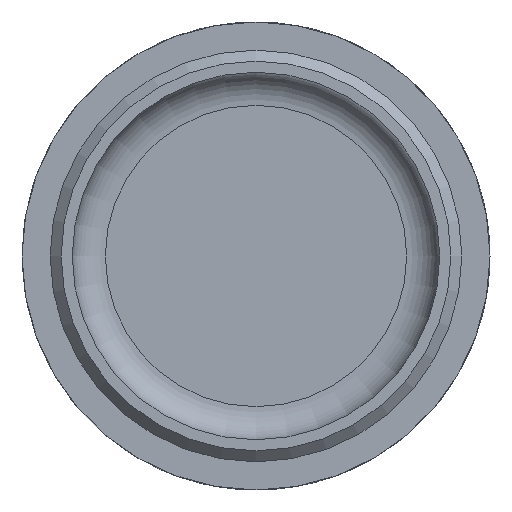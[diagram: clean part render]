
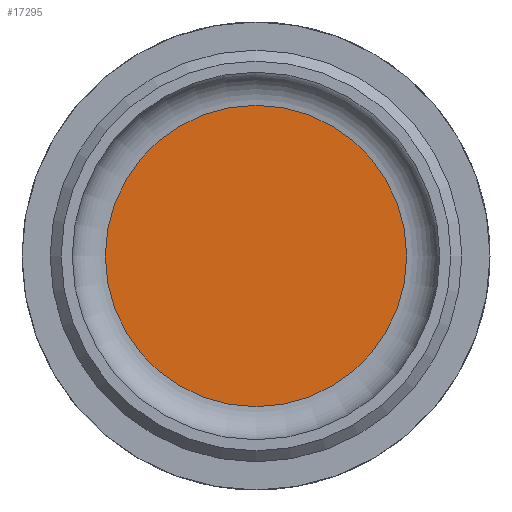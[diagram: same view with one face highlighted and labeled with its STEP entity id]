
A CAD part, front view. The second image highlights one B-rep face of the part: STEP entity #17295.
In plain terms, the highlighted planar face has unit normal (0, -1, 0).
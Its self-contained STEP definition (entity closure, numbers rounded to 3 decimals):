
#2632 = AXIS2_PLACEMENT_3D ( 'NONE', #8984, #7342, #8915 ) ;
#3276 = CARTESIAN_POINT ( 'NONE',  ( 0., 0., 0. ) ) ;
#3802 = ORIENTED_EDGE ( 'NONE', *, *, #15029, .T. ) ;
#4776 = DIRECTION ( 'NONE',  ( 1., 0., 0. ) ) ;
#5018 = VERTEX_POINT ( 'NONE', #13426 ) ;
#5744 = PLANE ( 'NONE',  #2632 ) ;
#6833 = CIRCLE ( 'NONE', #12657, 13.65 ) ;
#7342 = DIRECTION ( 'NONE',  ( 0., -1., 0. ) ) ;
#8915 = DIRECTION ( 'NONE',  ( 1., 0., 0. ) ) ;
#8984 = CARTESIAN_POINT ( 'NONE',  ( 21.2, 0., 0. ) ) ;
#12657 = AXIS2_PLACEMENT_3D ( 'NONE', #3276, #12793, #4776 ) ;
#12793 = DIRECTION ( 'NONE',  ( 0., -1., 0. ) ) ;
#13426 = CARTESIAN_POINT ( 'NONE',  ( 13.65, 0., 0. ) ) ;
#15029 = EDGE_CURVE ( 'NONE', #5018, #5018, #6833, .T. ) ;
#16771 = FACE_OUTER_BOUND ( 'NONE', #16789, .T. ) ;
#16789 = EDGE_LOOP ( 'NONE', ( #3802 ) ) ;
#17295 = ADVANCED_FACE ( 'NONE', ( #16771 ), #5744, .T. ) ;
